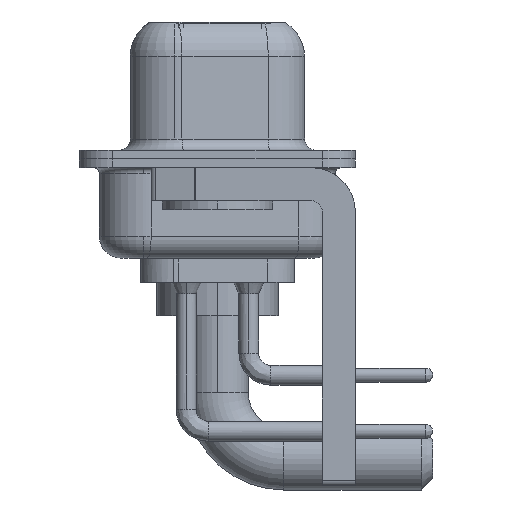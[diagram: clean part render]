
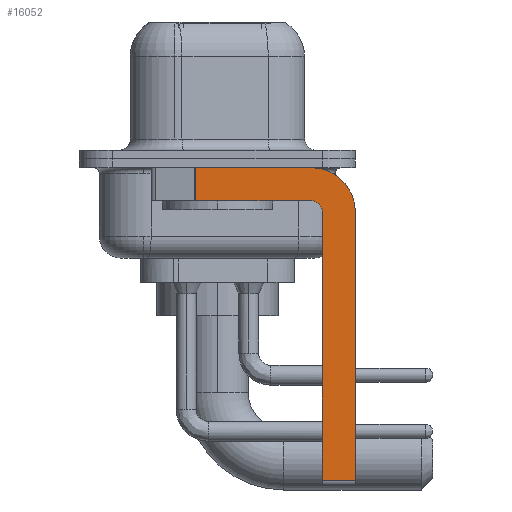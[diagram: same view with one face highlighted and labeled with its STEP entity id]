
A CAD part, left-side view. The second image highlights one B-rep face of the part: STEP entity #16052.
In plain terms, the highlighted planar face has unit normal (-1, 0, 0).
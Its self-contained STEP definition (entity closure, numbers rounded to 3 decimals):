
#10 = VERTEX_POINT ( 'NONE', #604 ) ;
#31 = VERTEX_POINT ( 'NONE', #8087 ) ;
#135 = VECTOR ( 'NONE', #4245, 1000. ) ;
#248 = VERTEX_POINT ( 'NONE', #7386 ) ;
#526 = CARTESIAN_POINT ( 'NONE',  ( -2.9, -4.25, -2.4 ) ) ;
#604 = CARTESIAN_POINT ( 'NONE',  ( -2.9, -6.25, -14.55 ) ) ;
#612 = DIRECTION ( 'NONE',  ( 0., 0., -1. ) ) ;
#1060 = VECTOR ( 'NONE', #10360, 1000. ) ;
#1084 = EDGE_CURVE ( 'NONE', #17447, #10, #12757, .T. ) ;
#1486 = CIRCLE ( 'NONE', #13568, 0.5 ) ;
#1738 = LINE ( 'NONE', #13180, #1060 ) ;
#2260 = VECTOR ( 'NONE', #612, 1000. ) ;
#2374 = PLANE ( 'NONE',  #11902 ) ;
#2393 = EDGE_CURVE ( 'NONE', #17447, #11501, #17254, .T. ) ;
#2725 = ORIENTED_EDGE ( 'NONE', *, *, #1084, .T. ) ;
#2950 = DIRECTION ( 'NONE',  ( 0., -1., 0. ) ) ;
#3106 = VERTEX_POINT ( 'NONE', #6321 ) ;
#3352 = VERTEX_POINT ( 'NONE', #13090 ) ;
#3591 = VECTOR ( 'NONE', #2950, 1000. ) ;
#3732 = CARTESIAN_POINT ( 'NONE',  ( -2.9, -4.75, -14.55 ) ) ;
#3937 = AXIS2_PLACEMENT_3D ( 'NONE', #526, #18007, #4702 ) ;
#4245 = DIRECTION ( 'NONE',  ( 0., 0., 1. ) ) ;
#4590 = EDGE_CURVE ( 'NONE', #248, #31, #5085, .T. ) ;
#4702 = DIRECTION ( 'NONE',  ( 0., 0., -1. ) ) ;
#4763 = DIRECTION ( 'NONE',  ( 0., -1., 0. ) ) ;
#5085 = LINE ( 'NONE', #11007, #9513 ) ;
#5177 = ORIENTED_EDGE ( 'NONE', *, *, #11333, .T. ) ;
#5365 = CARTESIAN_POINT ( 'NONE',  ( -2.9, -4.25, -2.4 ) ) ;
#5713 = DIRECTION ( 'NONE',  ( -1., 0., 0. ) ) ;
#6321 = CARTESIAN_POINT ( 'NONE',  ( -2.9, -6.25, -2.4 ) ) ;
#6918 = VECTOR ( 'NONE', #4763, 1000. ) ;
#6981 = ORIENTED_EDGE ( 'NONE', *, *, #7445, .F. ) ;
#7165 = CARTESIAN_POINT ( 'NONE',  ( -2.9, -4.75, -14.8 ) ) ;
#7386 = CARTESIAN_POINT ( 'NONE',  ( -2.9, -4.25, -1.9 ) ) ;
#7445 = EDGE_CURVE ( 'NONE', #3106, #10, #1738, .T. ) ;
#7651 = CIRCLE ( 'NONE', #3937, 2. ) ;
#8017 = DIRECTION ( 'NONE',  ( 0., 1., 0. ) ) ;
#8087 = CARTESIAN_POINT ( 'NONE',  ( -2.9, 0.978, -1.9 ) ) ;
#9132 = LINE ( 'NONE', #18163, #6918 ) ;
#9436 = CARTESIAN_POINT ( 'NONE',  ( -2.9, 0.978, -1.9 ) ) ;
#9513 = VECTOR ( 'NONE', #8017, 1000. ) ;
#9954 = ORIENTED_EDGE ( 'NONE', *, *, #18303, .F. ) ;
#10258 = CARTESIAN_POINT ( 'NONE',  ( -2.9, -4.25, -2.4 ) ) ;
#10360 = DIRECTION ( 'NONE',  ( 0., 0., -1. ) ) ;
#11007 = CARTESIAN_POINT ( 'NONE',  ( -2.9, -4.25, -1.9 ) ) ;
#11087 = LINE ( 'NONE', #9436, #2260 ) ;
#11332 = ORIENTED_EDGE ( 'NONE', *, *, #18479, .F. ) ;
#11333 = EDGE_CURVE ( 'NONE', #3352, #31, #11087, .T. ) ;
#11501 = VERTEX_POINT ( 'NONE', #18575 ) ;
#11672 = CARTESIAN_POINT ( 'NONE',  ( -2.9, -4.25, -14.55 ) ) ;
#11720 = EDGE_CURVE ( 'NONE', #3352, #11887, #9132, .T. ) ;
#11887 = VERTEX_POINT ( 'NONE', #14820 ) ;
#11902 = AXIS2_PLACEMENT_3D ( 'NONE', #5365, #14101, #18580 ) ;
#12470 = ORIENTED_EDGE ( 'NONE', *, *, #2393, .F. ) ;
#12757 = LINE ( 'NONE', #11672, #3591 ) ;
#13075 = EDGE_LOOP ( 'NONE', ( #14077, #5177, #17642, #9954, #12470, #2725, #6981, #11332 ) ) ;
#13090 = CARTESIAN_POINT ( 'NONE',  ( -2.9, 0.978, -0.4 ) ) ;
#13180 = CARTESIAN_POINT ( 'NONE',  ( -2.9, -6.25, -2.4 ) ) ;
#13568 = AXIS2_PLACEMENT_3D ( 'NONE', #10258, #5713, #17552 ) ;
#14077 = ORIENTED_EDGE ( 'NONE', *, *, #11720, .F. ) ;
#14101 = DIRECTION ( 'NONE',  ( 1., 0., 0. ) ) ;
#14820 = CARTESIAN_POINT ( 'NONE',  ( -2.9, -4.25, -0.4 ) ) ;
#16052 = ADVANCED_FACE ( 'NONE', ( #18665 ), #2374, .F. ) ;
#17254 = LINE ( 'NONE', #7165, #135 ) ;
#17447 = VERTEX_POINT ( 'NONE', #3732 ) ;
#17552 = DIRECTION ( 'NONE',  ( 0., 0., 1. ) ) ;
#17642 = ORIENTED_EDGE ( 'NONE', *, *, #4590, .F. ) ;
#18007 = DIRECTION ( 'NONE',  ( 1., 0., 0. ) ) ;
#18163 = CARTESIAN_POINT ( 'NONE',  ( -2.9, 3., -0.4 ) ) ;
#18303 = EDGE_CURVE ( 'NONE', #11501, #248, #1486, .T. ) ;
#18479 = EDGE_CURVE ( 'NONE', #11887, #3106, #7651, .T. ) ;
#18575 = CARTESIAN_POINT ( 'NONE',  ( -2.9, -4.75, -2.4 ) ) ;
#18580 = DIRECTION ( 'NONE',  ( 0., 0., -1. ) ) ;
#18665 = FACE_OUTER_BOUND ( 'NONE', #13075, .T. ) ;
